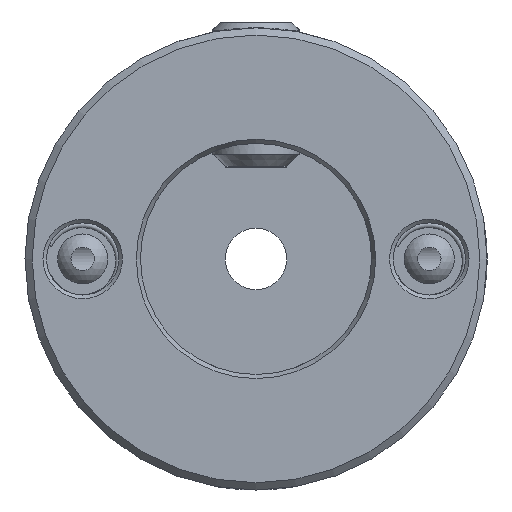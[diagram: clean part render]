
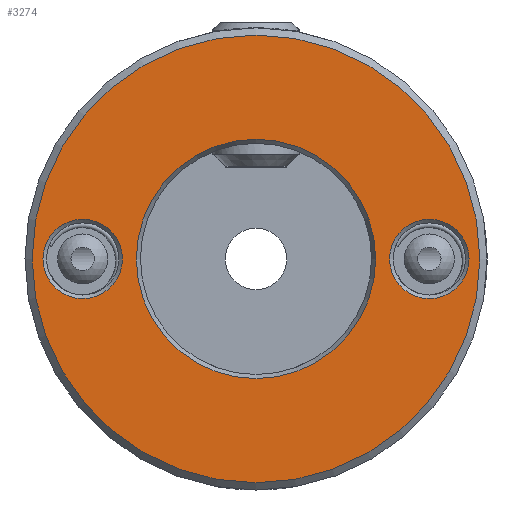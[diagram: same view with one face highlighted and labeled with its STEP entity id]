
A CAD part, left-side view. The second image highlights one B-rep face of the part: STEP entity #3274.
In plain terms, the highlighted planar face has unit normal (-1, 0, 0).
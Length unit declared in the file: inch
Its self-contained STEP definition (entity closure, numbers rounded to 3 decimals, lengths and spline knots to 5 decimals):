
#52=FACE_BOUND('',#470,.T.);
#53=FACE_BOUND('',#471,.T.);
#54=FACE_BOUND('',#472,.T.);
#135=PLANE('',#3550);
#284=FACE_OUTER_BOUND('',#469,.T.);
#469=EDGE_LOOP('',(#2375));
#470=EDGE_LOOP('',(#2376));
#471=EDGE_LOOP('',(#2377));
#472=EDGE_LOOP('',(#2378));
#1094=CIRCLE('',#3547,0.21654);
#1097=CIRCLE('',#3551,1.22047);
#1098=CIRCLE('',#3552,0.21654);
#1099=CIRCLE('',#3553,0.65265);
#1350=VERTEX_POINT('',#5644);
#1353=VERTEX_POINT('',#5652);
#1354=VERTEX_POINT('',#5654);
#1355=VERTEX_POINT('',#5656);
#1737=EDGE_CURVE('',#1350,#1350,#1094,.T.);
#1741=EDGE_CURVE('',#1353,#1353,#1097,.T.);
#1742=EDGE_CURVE('',#1354,#1354,#1098,.T.);
#1743=EDGE_CURVE('',#1355,#1355,#1099,.T.);
#2375=ORIENTED_EDGE('',*,*,#1741,.F.);
#2376=ORIENTED_EDGE('',*,*,#1742,.F.);
#2377=ORIENTED_EDGE('',*,*,#1743,.F.);
#2378=ORIENTED_EDGE('',*,*,#1737,.F.);
#3274=ADVANCED_FACE('',(#284,#52,#53,#54),#135,.T.);
#3547=AXIS2_PLACEMENT_3D('',#5645,#4125,#4126);
#3550=AXIS2_PLACEMENT_3D('',#5651,#4132,#4133);
#3551=AXIS2_PLACEMENT_3D('',#5653,#4134,#4135);
#3552=AXIS2_PLACEMENT_3D('',#5655,#4136,#4137);
#3553=AXIS2_PLACEMENT_3D('',#5657,#4138,#4139);
#4125=DIRECTION('center_axis',(-1.,0.,0.));
#4126=DIRECTION('ref_axis',(0.,0.,-1.));
#4132=DIRECTION('center_axis',(-1.,0.,0.));
#4133=DIRECTION('ref_axis',(0.,0.,1.));
#4134=DIRECTION('center_axis',(1.,0.,0.));
#4135=DIRECTION('ref_axis',(0.,-1.,0.));
#4136=DIRECTION('center_axis',(-1.,0.,0.));
#4137=DIRECTION('ref_axis',(0.,0.,-1.));
#4138=DIRECTION('center_axis',(-1.,0.,0.));
#4139=DIRECTION('ref_axis',(0.,0.,-1.));
#5644=CARTESIAN_POINT('',(-3.54331,-0.94488,0.21654));
#5645=CARTESIAN_POINT('Origin',(-3.54331,-0.94488,0.));
#5651=CARTESIAN_POINT('Origin',(-3.54331,0.62992,0.));
#5652=CARTESIAN_POINT('',(-3.54331,1.22047,0.));
#5653=CARTESIAN_POINT('Origin',(-3.54331,0.,0.));
#5654=CARTESIAN_POINT('',(-3.54331,0.94488,0.21654));
#5655=CARTESIAN_POINT('Origin',(-3.54331,0.94488,0.));
#5656=CARTESIAN_POINT('',(-3.54331,0.,0.65265));
#5657=CARTESIAN_POINT('Origin',(-3.54331,0.,0.));
